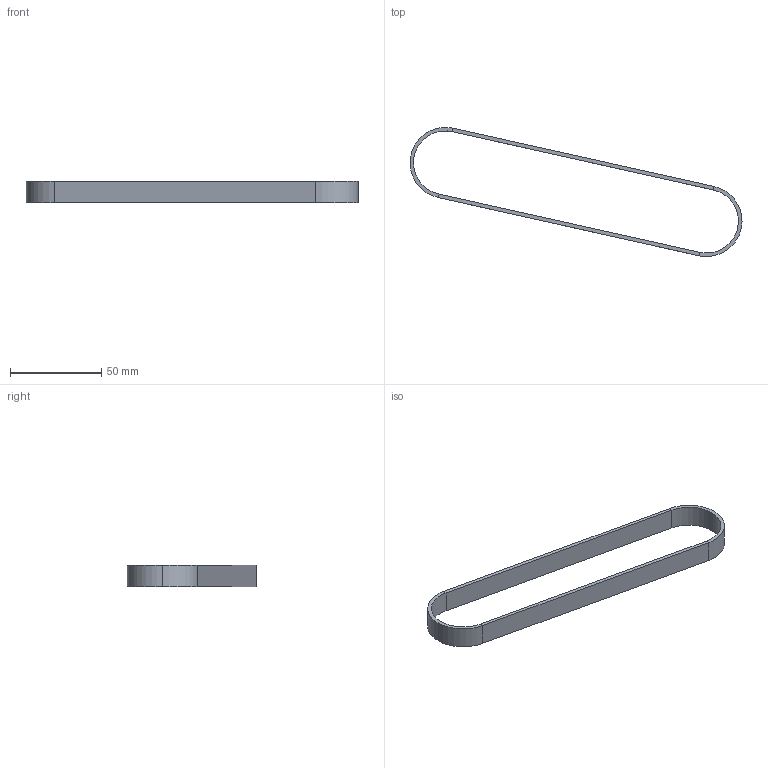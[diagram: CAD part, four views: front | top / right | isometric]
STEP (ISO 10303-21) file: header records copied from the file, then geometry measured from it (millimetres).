
FILE_DESCRIPTION (( 'STEP AP203' ), '1' );
FILE_NAME ('Copy (2) of Belt3-2^MECHANISM_ASSEMBLY.STEP', '2022-02-24T16:06:50', ( '' ), ( '' ), 'SwSTEP 2.0', 'SolidWorks 2018', '' );
FILE_SCHEMA (( 'CONFIG_CONTROL_DESIGN' ));
Length unit declared in the file: millimetre
Products named in the file (1): Copy (2) of Belt3-2^MECHANISM_ASSEMBLY
Bounding box: 182.15 x 70.88 x 12 mm (x, y, z)
Volume: 9601.7 mm3; surface area: 11431.5 mm2
Topology: 1 solids, 1 shells, 18 faces, 38 edges, 20 vertices
Faces by surface type: plane 12, cylinder 6
Entity records: 547 total; most frequent: DIRECTION 88, CARTESIAN_POINT 77, ORIENTED_EDGE 76, EDGE_CURVE 38, AXIS2_PLACEMENT_3D 31, VECTOR 26, LINE 26, VERTEX_POINT 20
